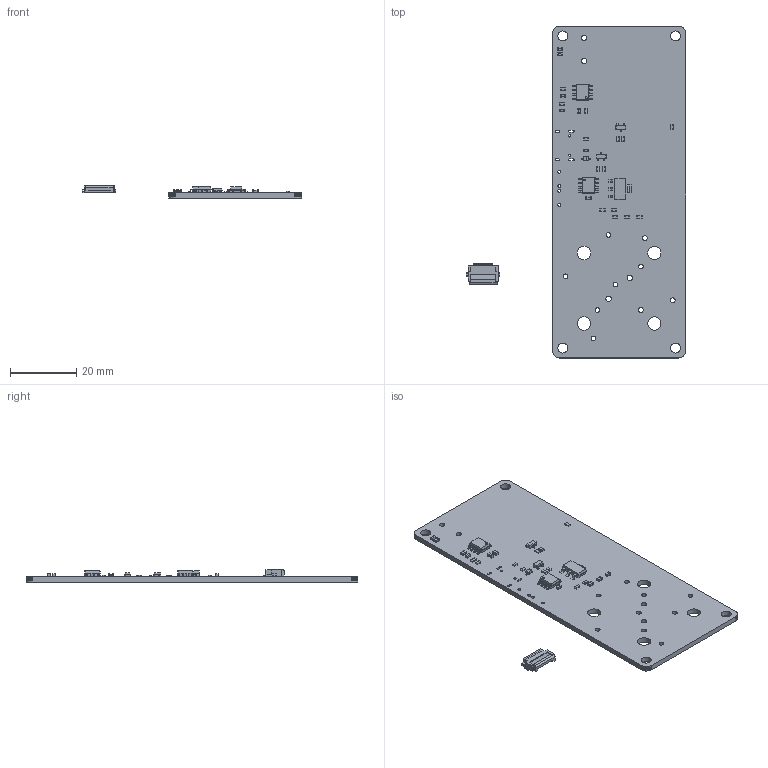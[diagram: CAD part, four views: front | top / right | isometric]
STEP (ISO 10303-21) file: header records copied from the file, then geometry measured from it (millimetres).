
FILE_DESCRIPTION(('KiCad electronic assembly'),'2;1');
FILE_NAME('JPL_MP3 circuit.step','2024-07-24T20:40:34',('Pcbnew'),( 'Kicad'),'Open CASCADE STEP processor 7.7','KiCad to STEP converter' ,'Unknown');
FILE_SCHEMA(('AUTOMOTIVE_DESIGN { 1 0 10303 214 1 1 1 1 }'));
Length unit declared in the file: millimetre
Products named in the file (16): JPL_MP3 circuit 1; C_0603_1608Metric; SOLID; R_0603_1608Metric; Hirose_FH12-12S-0.5SH_1x12-1MP_P0.50mm_Horizontal; COMPOUND; SOT-23; SOIC-8_3.9x4.9mm_P1.27mm; D_SOD-323; SOT-223; _autosave-JPL_MP3 circuit PCB
Assembly tree (36 placements, depth 3):
  JPL_MP3 circuit 1
    C_0603_1608Metric  x10
      SOLID
    R_0603_1608Metric  x11
      SOLID
    Hirose_FH12-12S-0.5SH_1x12-1MP_P0.50mm_Horizontal
      COMPOUND
    SOT-23  x2
      SOLID
    SOIC-8_3.9x4.9mm_P1.27mm  x2
      SOLID
    D_SOD-323
      SOLID
    SOT-223
      SOLID
    _autosave-JPL_MP3 circuit PCB
Bounding box: 65.99 x 100 x 3.65 mm (x, y, z)
Volume: 6444.6 mm3; surface area: 9257.4 mm2
Topology: 31 solids, 31 shells, 1534 faces, 4039 edges, 2590 vertices
Faces by surface type: plane 1004, cylinder 370, bspline 160
Full cylindrical faces by diameter (mm): 0.6 x2, 0.65 x2, 0.9 x4, 1.4 x9, 1.6 x4, 3 x4, 4 x4
Entity records: 55911 total; most frequent: CARTESIAN_POINT 10651, DIRECTION 7477, LINE 5367, VECTOR 5367, ORIENTED_EDGE 4256, PCURVE 4256, DEFINITIONAL_REPRESENTATION 4256, EDGE_CURVE 2128
